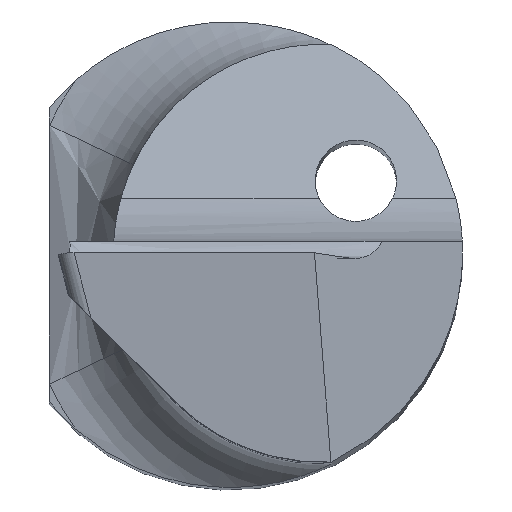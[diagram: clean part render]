
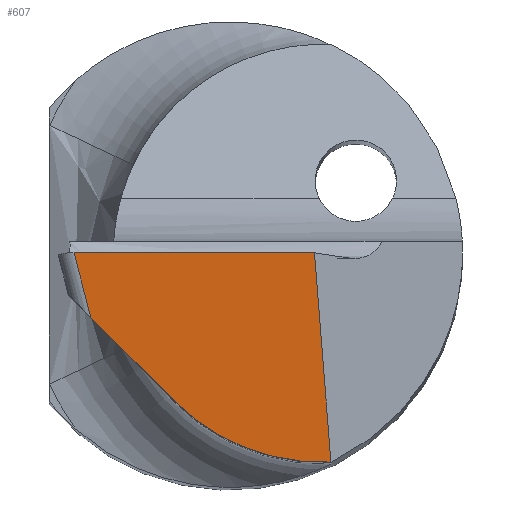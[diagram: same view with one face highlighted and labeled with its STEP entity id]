
A CAD part, top view. The second image highlights one B-rep face of the part: STEP entity #607.
In plain terms, the highlighted planar face has unit normal (0.138, -0.139, 0.981).
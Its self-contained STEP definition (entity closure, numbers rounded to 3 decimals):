
#35 = FACE_OUTER_BOUND ( 'NONE', #799, .T. ) ;
#43 = CARTESIAN_POINT ( 'NONE',  ( -1.571, 0., 24.032 ) ) ;
#50 = VECTOR ( 'NONE', #916, 1000. ) ;
#113 = CARTESIAN_POINT ( 'NONE',  ( 0.359, -1.82, 23.503 ) ) ;
#139 = LINE ( 'NONE', #870, #836 ) ;
#142 = VERTEX_POINT ( 'NONE', #171 ) ;
#163 = CARTESIAN_POINT ( 'NONE',  ( 0.727, 0., 23.709 ) ) ;
#171 = CARTESIAN_POINT ( 'NONE',  ( -1.339, 0., 23.999 ) ) ;
#203 = CARTESIAN_POINT ( 'NONE',  ( -1.195, -0.556, 23.9 ) ) ;
#236 = CARTESIAN_POINT ( 'NONE',  ( -0.526, -1.226, 23.711 ) ) ;
#241 = ORIENTED_EDGE ( 'NONE', *, *, #611, .T. ) ;
#306 = LINE ( 'NONE', #236, #763 ) ;
#332 = PLANE ( 'NONE',  #467 ) ;
#344 = CARTESIAN_POINT ( 'NONE',  ( -1.569, 0.1, 24.046 ) ) ;
#450 = VERTEX_POINT ( 'NONE', #163 ) ;
#463 = EDGE_CURVE ( 'NONE', #748, #869, #306, .T. ) ;
#467 = AXIS2_PLACEMENT_3D ( 'NONE', #344, #760, #845 ) ;
#468 = VERTEX_POINT ( 'NONE', #614 ) ;
#493 = ORIENTED_EDGE ( 'NONE', *, *, #463, .T. ) ;
#509 = LINE ( 'NONE', #729, #613 ) ;
#607 = ADVANCED_FACE ( 'NONE', ( #35 ), #332, .T. ) ;
#611 = EDGE_CURVE ( 'NONE', #450, #142, #628, .T. ) ;
#613 = VECTOR ( 'NONE', #795, 1000. ) ;
#614 = CARTESIAN_POINT ( 'NONE',  ( 0.869, -1.799, 23.434 ) ) ;
#628 = LINE ( 'NONE', #43, #50 ) ;
#646 = ORIENTED_EDGE ( 'NONE', *, *, #669, .T. ) ;
#663 =( BOUNDED_CURVE ( )  B_SPLINE_CURVE ( 3, ( #832, #841, #113, #691 ),
 .UNSPECIFIED., .F., .F. ) 
 B_SPLINE_CURVE_WITH_KNOTS ( ( 4, 4 ),
 ( 4.717, 5.544 ),
 .UNSPECIFIED. ) 
 CURVE ( )  GEOMETRIC_REPRESENTATION_ITEM ( )  RATIONAL_B_SPLINE_CURVE ( ( 1., 0.944, 0.944, 1. ) ) 
 REPRESENTATION_ITEM ( '' )  );
#669 = EDGE_CURVE ( 'NONE', #869, #468, #663, .T. ) ;
#682 = DIRECTION ( 'NONE',  ( 0.693, -0.693, -0.196 ) ) ;
#691 = CARTESIAN_POINT ( 'NONE',  ( 0.869, -1.799, 23.434 ) ) ;
#717 = DIRECTION ( 'NONE',  ( -0.078, 0.986, 0.151 ) ) ;
#729 = CARTESIAN_POINT ( 'NONE',  ( -1.379, 0.153, 24.027 ) ) ;
#748 = VERTEX_POINT ( 'NONE', #203 ) ;
#758 = CARTESIAN_POINT ( 'NONE',  ( -0.478, -1.273, 23.698 ) ) ;
#760 = DIRECTION ( 'NONE',  ( 0.138, -0.139, 0.981 ) ) ;
#761 = EDGE_CURVE ( 'NONE', #468, #450, #139, .T. ) ;
#763 = VECTOR ( 'NONE', #682, 1000. ) ;
#791 = EDGE_CURVE ( 'NONE', #748, #142, #509, .T. ) ;
#795 = DIRECTION ( 'NONE',  ( -0.247, 0.954, 0.17 ) ) ;
#799 = EDGE_LOOP ( 'NONE', ( #493, #646, #861, #241, #935 ) ) ;
#832 = CARTESIAN_POINT ( 'NONE',  ( -0.478, -1.273, 23.698 ) ) ;
#836 = VECTOR ( 'NONE', #717, 1000. ) ;
#841 = CARTESIAN_POINT ( 'NONE',  ( -0.117, -1.634, 23.596 ) ) ;
#845 = DIRECTION ( 'NONE',  ( 0., -0.99, -0.141 ) ) ;
#861 = ORIENTED_EDGE ( 'NONE', *, *, #761, .T. ) ;
#869 = VERTEX_POINT ( 'NONE', #758 ) ;
#870 = CARTESIAN_POINT ( 'NONE',  ( 0.719, 0.1, 23.724 ) ) ;
#916 = DIRECTION ( 'NONE',  ( -0.99, 0., 0.139 ) ) ;
#935 = ORIENTED_EDGE ( 'NONE', *, *, #791, .F. ) ;
